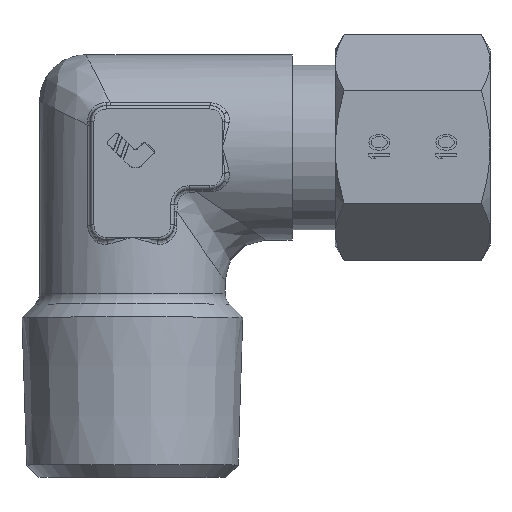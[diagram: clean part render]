
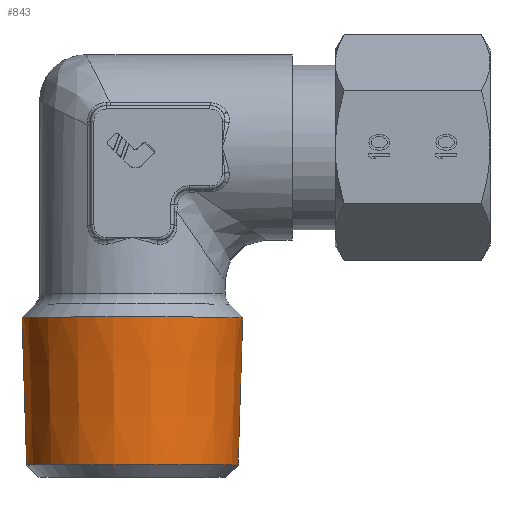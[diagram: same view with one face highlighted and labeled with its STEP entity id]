
A CAD part, top view. The second image highlights one B-rep face of the part: STEP entity #843.
In plain terms, the highlighted conical face has half-angle 1.78 degrees and reference radius 10.483 mm.
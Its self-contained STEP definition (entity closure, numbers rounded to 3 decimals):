
#843=ADVANCED_FACE('',(#2058),#2059,.T.);
#2058=FACE_OUTER_BOUND('',#4278,.T.);
#2059=CONICAL_SURFACE('',#4279,10.483,0.031);
#4278=EDGE_LOOP('',(#7788,#7789,#7790,#7791));
#4279=AXIS2_PLACEMENT_3D('',#7792,#7793,#7794);
#7788=ORIENTED_EDGE('',*,*,#11932,.T.);
#7789=ORIENTED_EDGE('',*,*,#12007,.T.);
#7790=ORIENTED_EDGE('',*,*,#11934,.T.);
#7791=ORIENTED_EDGE('',*,*,#12008,.F.);
#7792=CARTESIAN_POINT('',(0.0,-23.628,0.0));
#7793=DIRECTION('',(-0.0,1.0,-0.0));
#7794=DIRECTION('',(1.0,0.0,0.0));
#11932=EDGE_CURVE('',#14314,#13686,#14315,.T.);
#11934=EDGE_CURVE('',#13680,#14316,#14318,.T.);
#12007=EDGE_CURVE('',#13686,#13680,#14422,.T.);
#12008=EDGE_CURVE('',#14314,#14316,#14423,.T.);
#13680=VERTEX_POINT('',#17110);
#13686=VERTEX_POINT('',#17117);
#14314=VERTEX_POINT('',#18393);
#14315=LINE('',#18394,#18395);
#14316=VERTEX_POINT('',#18396);
#14318=LINE('',#18398,#18399);
#14422=CIRCLE('',#18644,10.706);
#14423=CIRCLE('',#18645,10.26);
#17110=CARTESIAN_POINT('',(-10.706,-16.456,0.));
#17117=CARTESIAN_POINT('',(10.706,-16.456,0.0));
#18393=CARTESIAN_POINT('',(10.26,-30.801,0.));
#18394=CARTESIAN_POINT('',(10.483,-23.628,0.));
#18395=VECTOR('',#22387,1.0);
#18396=CARTESIAN_POINT('',(-10.26,-30.801,0.0));
#18398=CARTESIAN_POINT('',(-10.483,-23.628,0.));
#18399=VECTOR('',#22391,1.0);
#18644=AXIS2_PLACEMENT_3D('',#22460,#22461,#22462);
#18645=AXIS2_PLACEMENT_3D('',#22463,#22464,#22465);
#22387=DIRECTION('',(0.031,1.,0.));
#22391=DIRECTION('',(0.031,-1.,0.));
#22460=CARTESIAN_POINT('',(0.0,-16.456,0.0));
#22461=DIRECTION('',(0.0,-1.0,0.0));
#22462=DIRECTION('',(-1.0,0.0,0.0));
#22463=CARTESIAN_POINT('',(0.,-30.801,0.0));
#22464=DIRECTION('',(0.0,-1.0,0.0));
#22465=DIRECTION('',(1.0,0.0,0.0));
